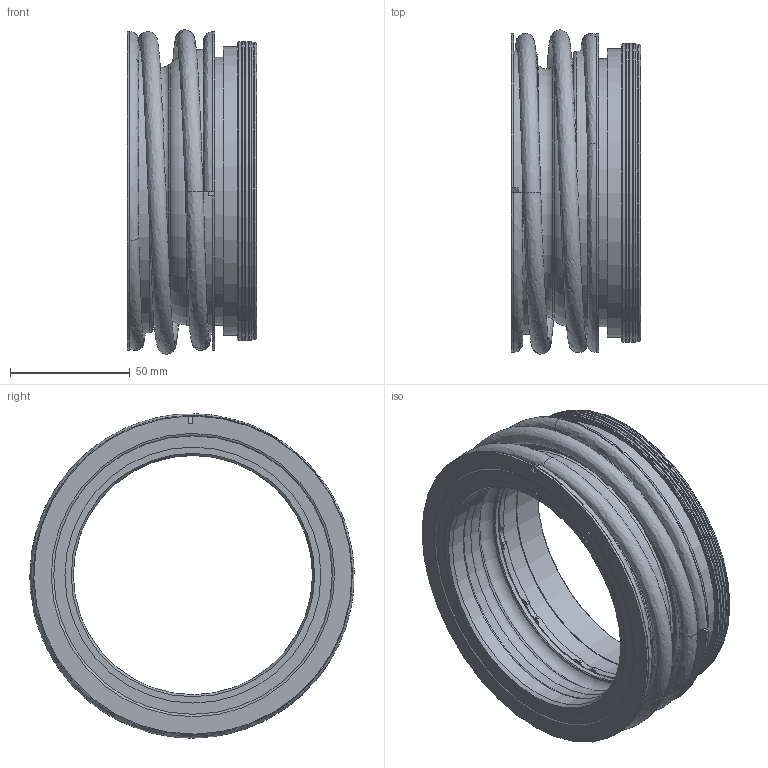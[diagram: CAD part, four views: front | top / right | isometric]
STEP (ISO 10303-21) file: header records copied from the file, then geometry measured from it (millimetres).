
FILE_DESCRIPTION(/* description */ ('Unknown'),/* implementation_level */ '2;1');
FILE_NAME(/* name */ 'eMG-100-G60',/* time_stamp */ '2020-12-16T14:37:57+01:00',/* author */ ('Unknown'),/* organization */ ('Unknown'),/* preprocessor_version */ 'ST-DEVELOPER v16.7',/* originating_system */ 'DEX',/* authorisation */ $);
FILE_SCHEMA (('AUTOMOTIVE_DESIGN {1 0 10303 214 3 1 1}'));
Length unit declared in the file: millimetre
Products named in the file (1): eMG-100-G60
Bounding box: 54 x 135.47 x 135.49 mm (x, y, z)
Volume: 189710.3 mm3; surface area: 136810.2 mm2
Topology: 8 solids, 8 shells, 302 faces, 690 edges, 394 vertices
Faces by surface type: cylinder 132, plane 77, torus 43, bspline 24, sphere 18, cone 8
Full cylindrical faces by diameter (mm): 100 x1, 101.2 x1, 101.6 x1, 102 x1, 103.1 x1, 105 x1, 107 x1, 111.7 x1, 112 x3, 112.5 x2, 116.4 x4, 118.4 x2, 120.5 x2, 124 x1, 124.3 x5, 125 x4
Entity records: 9519 total; most frequent: CARTESIAN_POINT 3174, DIRECTION 1362, ORIENTED_EDGE 1168, EDGE_CURVE 584, AXIS2_PLACEMENT_3D 579, EDGE_LOOP 400, FACE_BOUND 400, VERTEX_POINT 382
